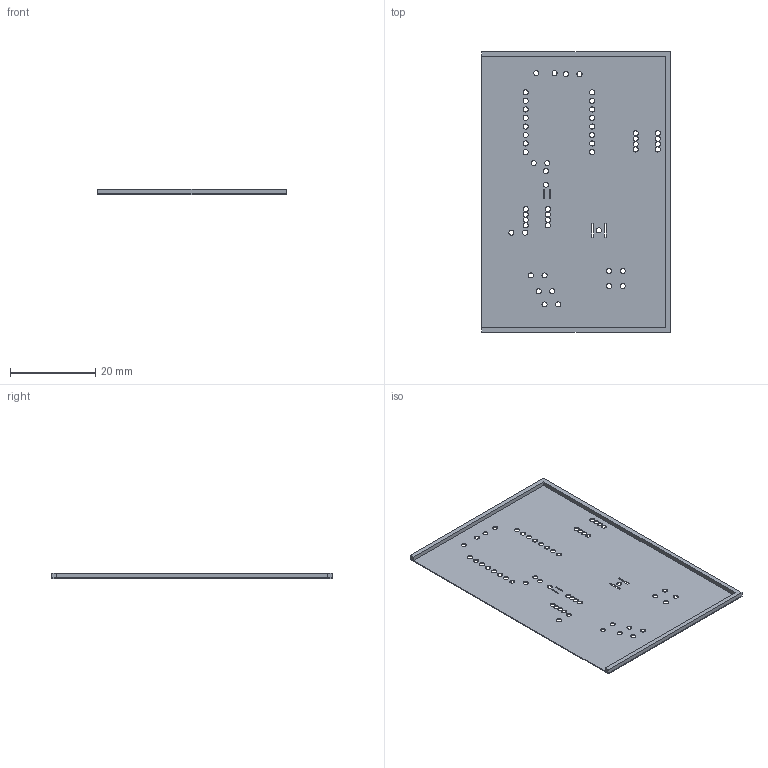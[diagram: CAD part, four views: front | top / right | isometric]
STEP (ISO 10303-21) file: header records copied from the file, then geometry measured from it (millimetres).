
FILE_DESCRIPTION(('FreeCAD Model'),'2;1');
FILE_NAME('Open CASCADE Shape Model','2023-06-25T23:25:26',('Author'),( ''),'Open CASCADE STEP processor 7.5','FreeCAD','Unknown');
FILE_SCHEMA(('AUTOMOTIVE_DESIGN { 1 0 10303 214 1 1 1 1 }'));
Length unit declared in the file: millimetre
Products named in the file (1): Holes
Bounding box: 44.38 x 65.9 x 1.2 mm (x, y, z)
Volume: 739.8 mm3; surface area: 6117.2 mm2
Topology: 1 solids, 1 shells, 87 faces, 247 edges, 162 vertices
Faces by surface type: cylinder 53, plane 34
Full cylindrical faces by diameter (mm): 1.2 x53
Entity records: 6445 total; most frequent: CARTESIAN_POINT 1347, DIRECTION 932, ORIENTED_EDGE 494, PCURVE 494, DEFINITIONAL_REPRESENTATION 494, LINE 491, VECTOR 491, EDGE_CURVE 247
